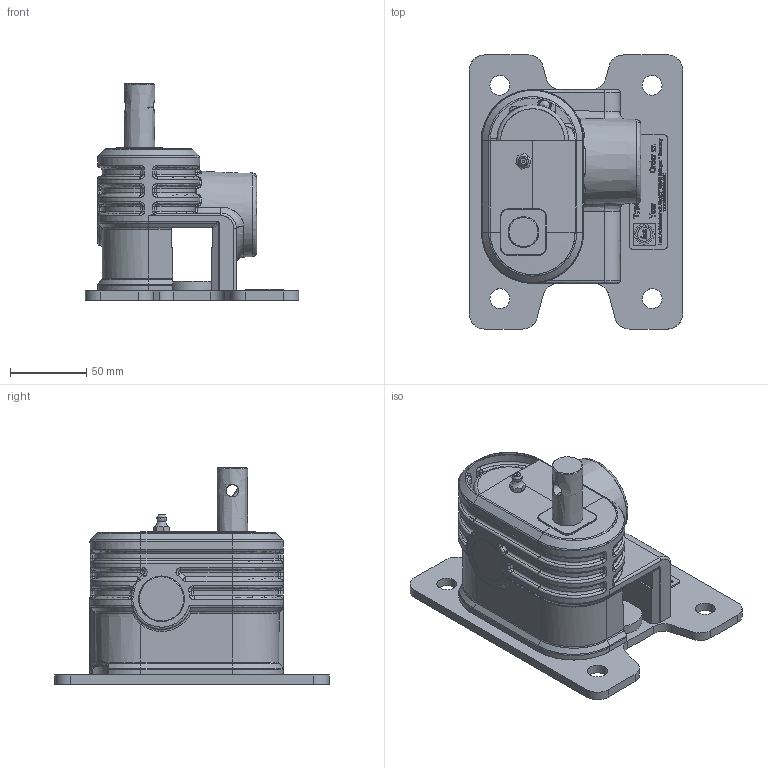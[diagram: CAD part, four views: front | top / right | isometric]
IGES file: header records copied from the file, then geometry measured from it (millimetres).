
Global section: file name: 51355_1222_00; native system: Autodesk Inventor 2022; preprocessor: unknown; author: Nesvadba; date: 20240219.120827; units: millimetre
Bounding box: 140 x 180 x 142 mm (x, y, z)
Volume: 187974.1 mm3; surface area: 177190.8 mm2
Topology: 18 solids, 18 shells, 2415 faces, 15862 edges, 14404 vertices
Faces by surface type: bspline 2020, revolution 395
